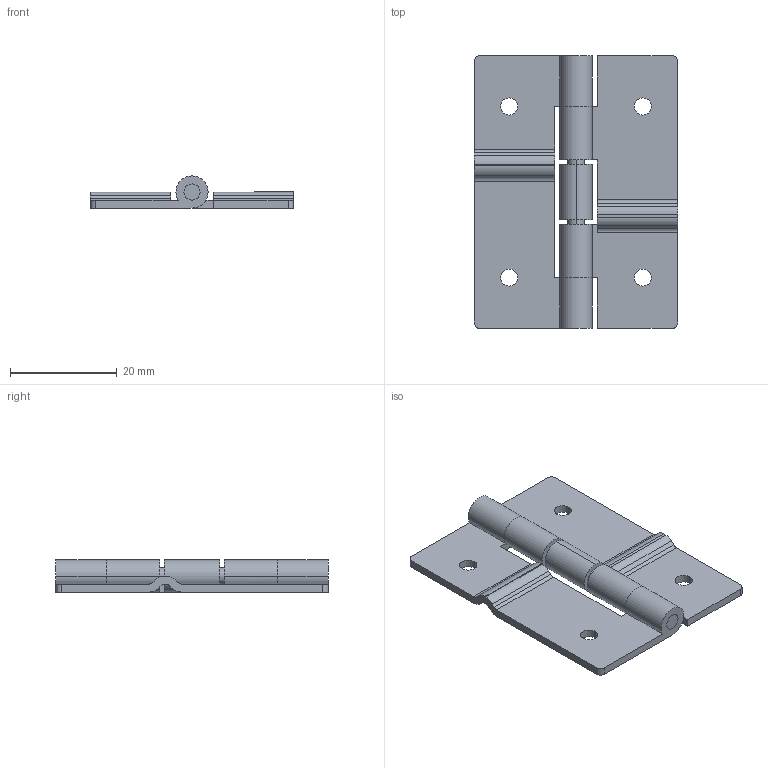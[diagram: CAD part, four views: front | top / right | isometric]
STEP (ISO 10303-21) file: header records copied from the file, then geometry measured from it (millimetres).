
FILE_DESCRIPTION (( 'STEP AP203' ), '1' );
FILE_NAME ('B-1046-G-1.STEP', '2008-12-24T04:45:18', ( ' ' ), ( ' ' ), 'SwSTEP 2.0', 'SolidWorks 2007', '' );
FILE_SCHEMA (( 'CONFIG_CONTROL_DESIGN' ));
Length unit declared in the file: millimetre
Products named in the file (5): B-1046-G-1僗僾儕儞僌__棉太倌; B-1046-G-1; 俛-1046-G-1幉__棉太倌; B-1046-G-1僸儞僕A__棉太倌; B-1046-G-1僸儞僕B__棉太倌
Assembly tree (4 placements, depth 2):
  B-1046-G-1
    俛-1046-G-1幉__棉太倌
    B-1046-G-1僸儞僕A__棉太倌
    B-1046-G-1僸儞僕B__棉太倌
    B-1046-G-1僗僾儕儞僌__棉太倌
Bounding box: 38 x 51 x 6 mm (x, y, z)
Volume: 3752.7 mm3; surface area: 5692.9 mm2
Topology: 4 solids, 4 shells, 94 faces, 258 edges, 172 vertices
Faces by surface type: cylinder 54, plane 40
Entity records: 3594 total; most frequent: DIRECTION 567, CARTESIAN_POINT 538, ORIENTED_EDGE 516, EDGE_CURVE 258, AXIS2_PLACEMENT_3D 209, VERTEX_POINT 172, VECTOR 149, LINE 149
